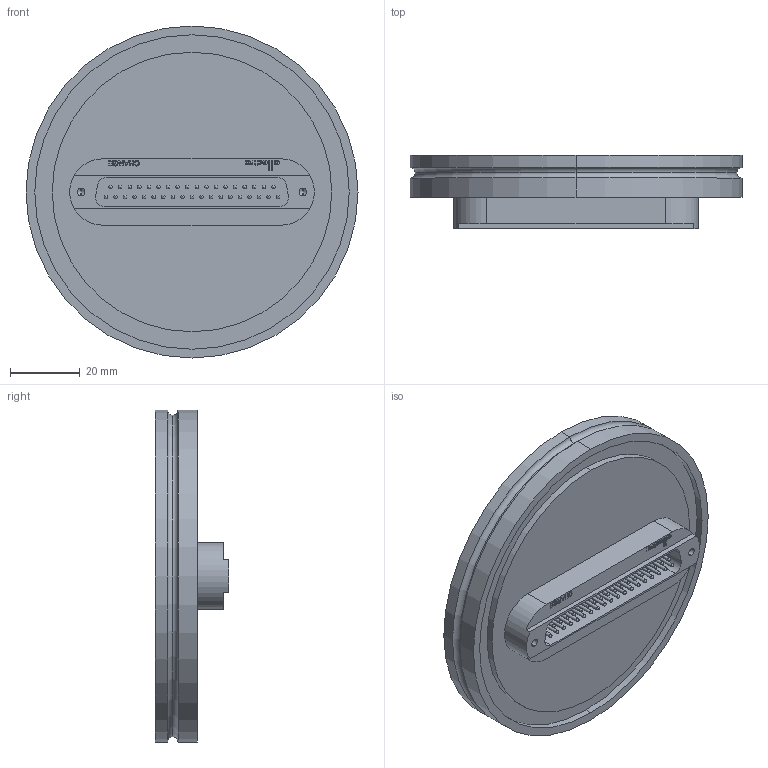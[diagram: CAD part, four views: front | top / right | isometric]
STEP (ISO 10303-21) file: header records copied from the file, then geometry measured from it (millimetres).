
FILE_DESCRIPTION (( 'STEP AP214' ), '1' );
FILE_NAME ('210-D37-ISO63.step', '2025-02-17T20:28:05', ( '' ), ( '' ), 'SwSTEP 2.0', 'SolidWorks 2022', '' );
FILE_SCHEMA (( 'AUTOMOTIVE_DESIGN' ));
Length unit declared in the file: millimetre
Products named in the file (5): 9210-PIN-FENI_Pin vergoldet; 9210-D37-ISO63_441-ISO63-B; 210-D37-ISO63; 9218-D9-37-SS-V22_37pin 1mm beschr. allectra; 218-D9-37-SS_218-D37-SS
Assembly tree (40 placements, depth 3):
  210-D37-ISO63
    9210-D37-ISO63_441-ISO63-B
    218-D9-37-SS_218-D37-SS
      9218-D9-37-SS-V22_37pin 1mm beschr. allectra
      9210-PIN-FENI_Pin vergoldet  x37
Bounding box: 95 x 21 x 95 mm (x, y, z)
Volume: 69252.1 mm3; surface area: 28317.2 mm2
Topology: 39 solids, 39 shells, 491 faces, 1369 edges, 902 vertices
Faces by surface type: cylinder 226, plane 150, sphere 74, bspline 27, cone 8, torus 6
Entity records: 13143 total; most frequent: CARTESIAN_POINT 3695, DIRECTION 1921, ORIENTED_EDGE 1846, EDGE_CURVE 923, AXIS2_PLACEMENT_3D 688, VERTEX_POINT 610, LINE 545, VECTOR 545
